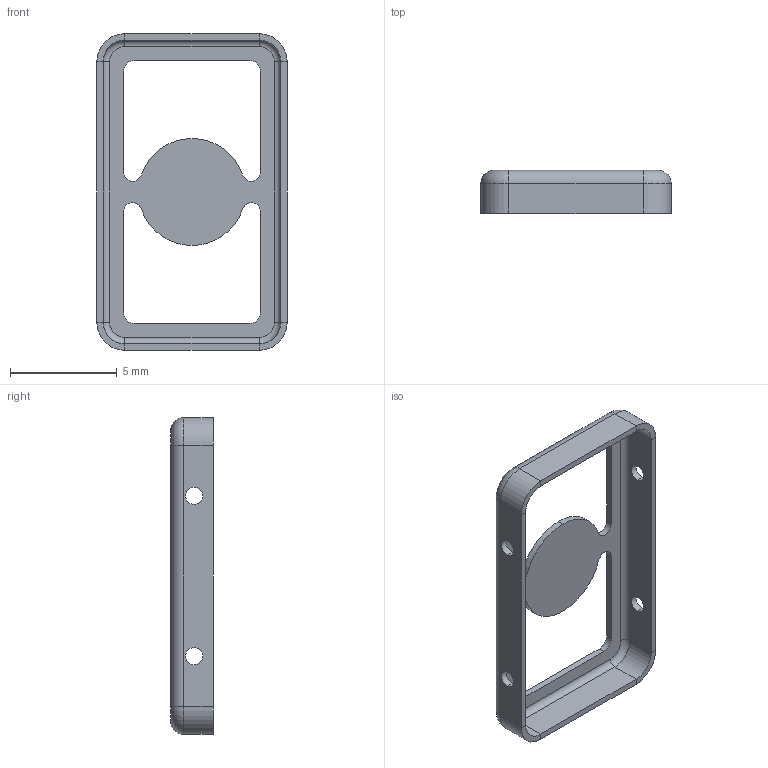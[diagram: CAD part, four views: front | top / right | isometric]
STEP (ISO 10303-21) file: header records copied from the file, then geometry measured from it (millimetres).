
FILE_DESCRIPTION (( 'STEP AP203' ), '1' );
FILE_NAME ('MS148-10F.step', '2020-10-13T09:40:39', ( '' ), ( '' ), 'SwSTEP 2.0', 'SolidWorks 2018', '' );
FILE_SCHEMA (( 'CONFIG_CONTROL_DESIGN' ));
Length unit declared in the file: millimetre
Products named in the file (1): MS148-10F
Bounding box: 8.9 x 2 x 14.8 mm (x, y, z)
Volume: 41.3 mm3; surface area: 306.7 mm2
Topology: 1 solids, 1 shells, 69 faces, 169 edges, 102 vertices
Faces by surface type: cylinder 37, plane 24, torus 8
Entity records: 2130 total; most frequent: DIRECTION 391, CARTESIAN_POINT 341, ORIENTED_EDGE 338, EDGE_CURVE 169, AXIS2_PLACEMENT_3D 152, VERTEX_POINT 102, LINE 87, VECTOR 87
